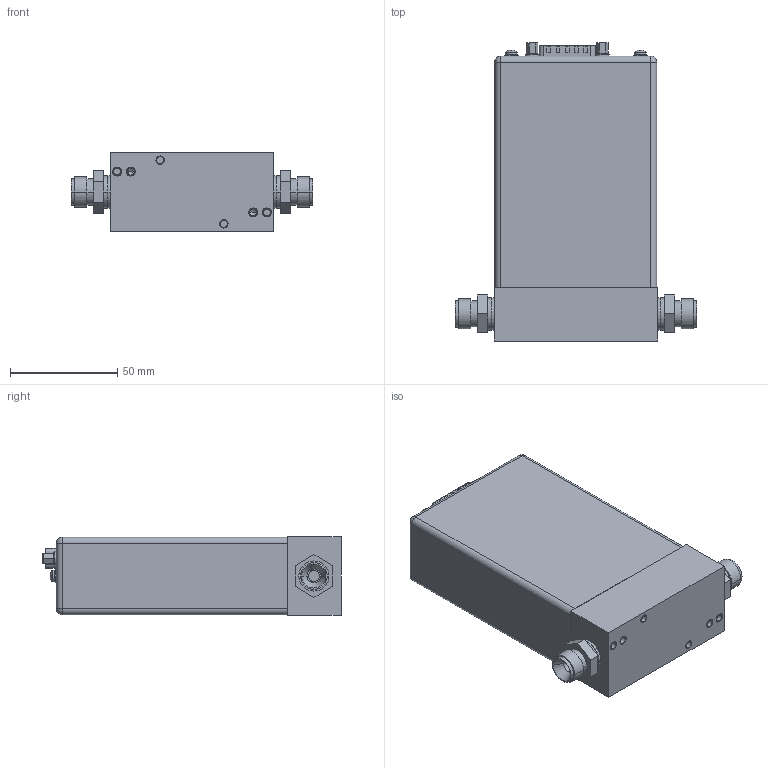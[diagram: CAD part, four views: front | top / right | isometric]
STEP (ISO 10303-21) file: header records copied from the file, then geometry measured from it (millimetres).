
FILE_DESCRIPTION((''),'2;1');
FILE_NAME('GM50A_4-20_8VCR_ASM','2014-09-25T',('cockrofm'),(''),'PRO/ENGINEER BY PARAMETRIC TECHNOLOGY CORPORATION, 2011490','PRO/ENGINEER BY PARAMETRIC TECHNOLOGY CORPORATION, 2011490','');
FILE_SCHEMA(('CONFIG_CONTROL_DESIGN'));
Length unit declared in the file: inch
Products named in the file (12): 8VCR_ASM_1_ASM_ASM; PRT0006; PRT0007; PRT0008; PRT0009; PRT0010; PRT0011; 4-20_8VCR_ASM_3_ASM_ASM; GE50A_4-20_8VCR_ASM_ASM; 119085-P1_DUMMY_BLANK; 116158-P2_FTTNG-SWGLCK; GM50A_4-20_8VCR_ASM
Assembly tree (15 placements, depth 4):
  GM50A_4-20_8VCR_ASM
    GE50A_4-20_8VCR_ASM_ASM
      4-20_8VCR_ASM_3_ASM_ASM
        8VCR_ASM_1_ASM_ASM
        PRT0006
        PRT0007
        PRT0008  x2
        PRT0009  x2
        PRT0010  x2
        PRT0011
    119085-P1_DUMMY_BLANK
    116158-P2_FTTNG-SWGLCK  x2
Bounding box: 112.78 x 139.17 x 36.83 mm (x, y, z)
Volume: 99522.8 mm3; surface area: 73194.1 mm2
Topology: 12 solids, 18 shells, 777 faces, 1790 edges, 1137 vertices
Faces by surface type: plane 352, cylinder 281, extrusion 72, torus 31, cone 24, sphere 12, bspline 5
Entity records: 20173 total; most frequent: CARTESIAN_POINT 4964, DIRECTION 3243, ORIENTED_EDGE 2916, EDGE_CURVE 1468, AXIS2_PLACEMENT_3D 1205, VERTEX_POINT 950, VECTOR 833, LINE 781
